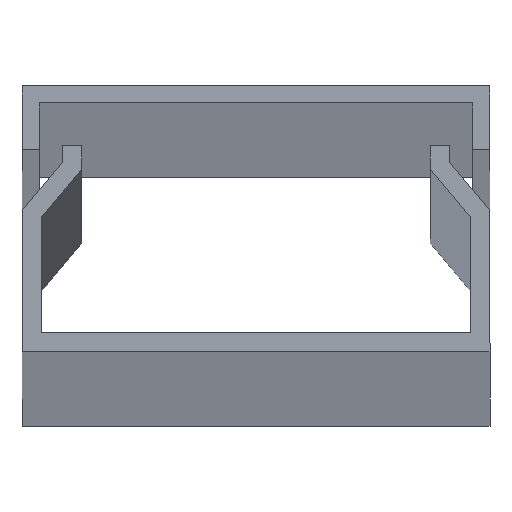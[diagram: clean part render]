
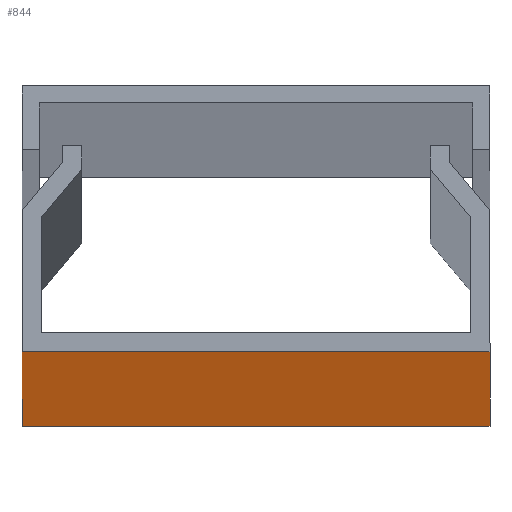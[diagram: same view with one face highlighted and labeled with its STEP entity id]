
A CAD part, top view. The second image highlights one B-rep face of the part: STEP entity #844.
In plain terms, the highlighted planar face has unit normal (0, -1, 0).
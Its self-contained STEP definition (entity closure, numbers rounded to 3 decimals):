
#18 = DIRECTION ( 'NONE',  ( 1., 0., 0. ) ) ;
#27 = PLANE ( 'NONE',  #707 ) ;
#31 = VECTOR ( 'NONE', #538, 1000. ) ;
#36 = DIRECTION ( 'NONE',  ( 1., 0., 0. ) ) ;
#54 = EDGE_CURVE ( 'NONE', #138, #511, #429, .T. ) ;
#55 = CARTESIAN_POINT ( 'NONE',  ( -11., 0., 2000. ) ) ;
#85 = VECTOR ( 'NONE', #36, 1000. ) ;
#138 = VERTEX_POINT ( 'NONE', #343 ) ;
#177 = LINE ( 'NONE', #303, #775 ) ;
#184 = DIRECTION ( 'NONE',  ( -1., 0., 0. ) ) ;
#233 = CARTESIAN_POINT ( 'NONE',  ( -11., 0., 0. ) ) ;
#259 = LINE ( 'NONE', #908, #85 ) ;
#277 = VECTOR ( 'NONE', #944, 1000. ) ;
#289 = FACE_OUTER_BOUND ( 'NONE', #501, .T. ) ;
#303 = CARTESIAN_POINT ( 'NONE',  ( 0., 0., 0. ) ) ;
#343 = CARTESIAN_POINT ( 'NONE',  ( 11., 0., 2000. ) ) ;
#355 = DIRECTION ( 'NONE',  ( 0., 1., 0. ) ) ;
#379 = EDGE_CURVE ( 'NONE', #810, #930, #662, .T. ) ;
#385 = EDGE_CURVE ( 'NONE', #810, #138, #259, .T. ) ;
#424 = CARTESIAN_POINT ( 'NONE',  ( 0., 0., 2000. ) ) ;
#429 = LINE ( 'NONE', #879, #277 ) ;
#430 = ORIENTED_EDGE ( 'NONE', *, *, #54, .F. ) ;
#442 = CARTESIAN_POINT ( 'NONE',  ( -11., 0., 2000. ) ) ;
#448 = CARTESIAN_POINT ( 'NONE',  ( 11., 0., 0. ) ) ;
#483 = ORIENTED_EDGE ( 'NONE', *, *, #720, .T. ) ;
#501 = EDGE_LOOP ( 'NONE', ( #483, #430, #629, #728 ) ) ;
#511 = VERTEX_POINT ( 'NONE', #448 ) ;
#538 = DIRECTION ( 'NONE',  ( 0., 0., -1. ) ) ;
#629 = ORIENTED_EDGE ( 'NONE', *, *, #385, .F. ) ;
#662 = LINE ( 'NONE', #55, #31 ) ;
#707 = AXIS2_PLACEMENT_3D ( 'NONE', #424, #355, #184 ) ;
#720 = EDGE_CURVE ( 'NONE', #930, #511, #177, .T. ) ;
#728 = ORIENTED_EDGE ( 'NONE', *, *, #379, .T. ) ;
#775 = VECTOR ( 'NONE', #18, 1000. ) ;
#810 = VERTEX_POINT ( 'NONE', #442 ) ;
#844 = ADVANCED_FACE ( 'NONE', ( #289 ), #27, .F. ) ;
#879 = CARTESIAN_POINT ( 'NONE',  ( 11., 0., 2000. ) ) ;
#908 = CARTESIAN_POINT ( 'NONE',  ( 0., 0., 2000. ) ) ;
#930 = VERTEX_POINT ( 'NONE', #233 ) ;
#944 = DIRECTION ( 'NONE',  ( 0., 0., -1. ) ) ;
